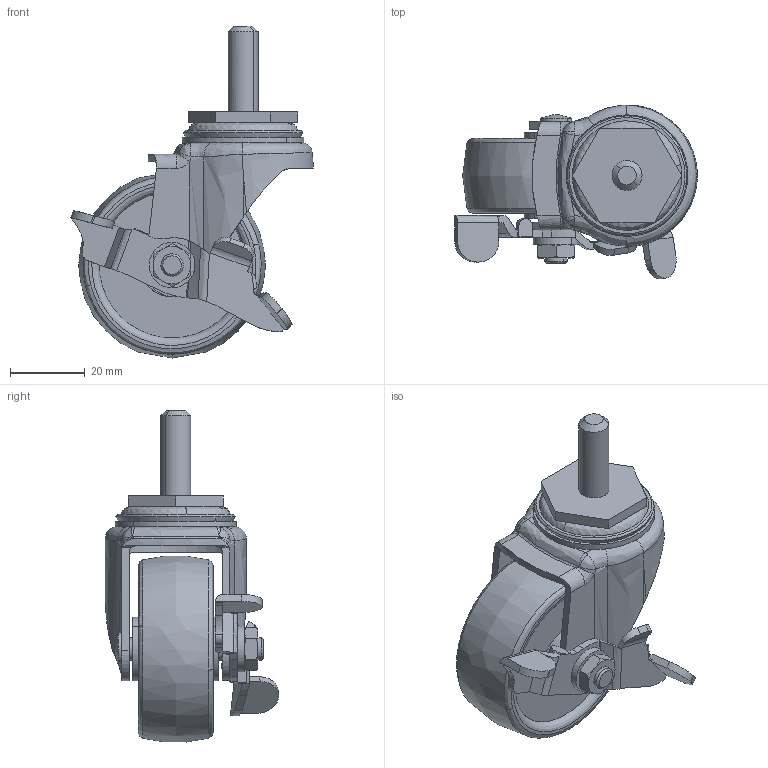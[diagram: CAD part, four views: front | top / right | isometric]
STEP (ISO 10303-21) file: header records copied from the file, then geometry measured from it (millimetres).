
FILE_DESCRIPTION((''),'2;1');
FILE_NAME('','2008-05-07T11:22:01',(''),(''),'','CADfix','');
FILE_SCHEMA(('AUTOMOTIVE_DESIGN { 1 0 10303 214 1 1 1 1 }'));
Length unit declared in the file: millimetre
Bounding box: 65.03 x 46.4 x 88.87 mm (x, y, z)
Volume: 50460.2 mm3; surface area: 21655.9 mm2
Topology: 6 solids, 6 shells, 290 faces, 922 edges, 659 vertices
Faces by surface type: bspline 290
Entity records: 16256 total; most frequent: CARTESIAN_POINT 10883, ORIENTED_EDGE 1838, EDGE_CURVE 919, VERTEX_POINT 659, B_SPLINE_CURVE_WITH_KNOTS 567, EDGE_LOOP 318, FACE_OUTER_BOUND 289, ADVANCED_FACE 289
